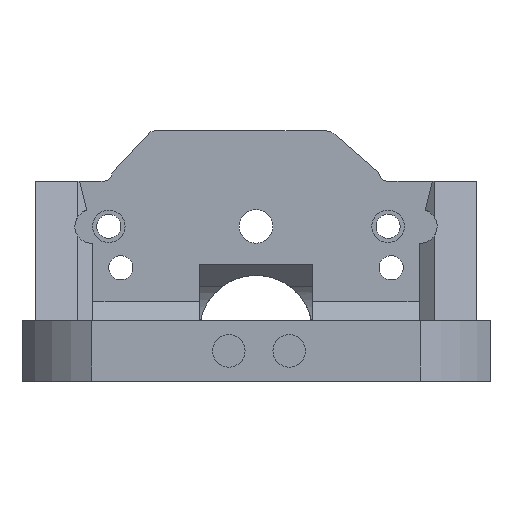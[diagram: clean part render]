
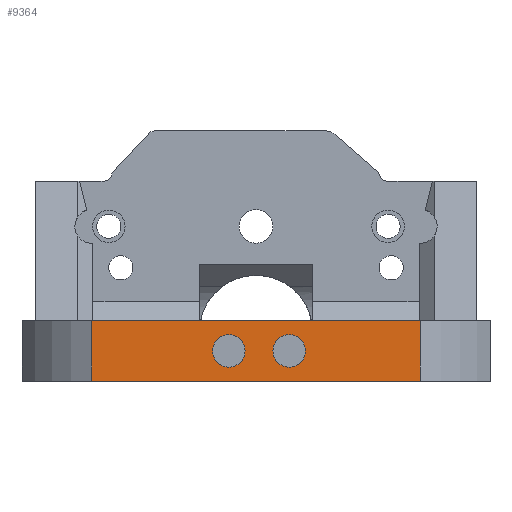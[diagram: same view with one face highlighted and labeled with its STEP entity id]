
A CAD part, left-side view. The second image highlights one B-rep face of the part: STEP entity #9364.
In plain terms, the highlighted planar face has unit normal (-1, 0, 0).
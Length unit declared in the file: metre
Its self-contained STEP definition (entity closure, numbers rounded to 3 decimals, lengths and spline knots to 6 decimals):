
#401=LINE('',#13536,#1558);
#750=LINE('',#14303,#1907);
#963=LINE('',#14866,#2120);
#964=LINE('',#14872,#2121);
#1558=VECTOR('',#10794,1.);
#1907=VECTOR('',#11381,1.);
#2120=VECTOR('',#11822,1.);
#2121=VECTOR('',#11829,1.);
#3744=ORIENTED_EDGE('',*,*,#6146,.F.);
#3745=ORIENTED_EDGE('',*,*,#6147,.F.);
#3746=ORIENTED_EDGE('',*,*,#5865,.F.);
#3747=ORIENTED_EDGE('',*,*,#6145,.T.);
#3748=ORIENTED_EDGE('',*,*,#5480,.F.);
#3749=ORIENTED_EDGE('',*,*,#6148,.F.);
#5480=EDGE_CURVE('',#6821,#6822,#401,.T.);
#5865=EDGE_CURVE('',#7120,#7121,#750,.T.);
#6145=EDGE_CURVE('',#7120,#6822,#963,.T.);
#6146=EDGE_CURVE('',#7357,#7357,#7545,.T.);
#6147=EDGE_CURVE('',#7358,#7358,#7546,.T.);
#6148=EDGE_CURVE('',#7121,#6821,#964,.T.);
#6821=VERTEX_POINT('',#13535);
#6822=VERTEX_POINT('',#13537);
#7120=VERTEX_POINT('',#14302);
#7121=VERTEX_POINT('',#14304);
#7357=VERTEX_POINT('',#14869);
#7358=VERTEX_POINT('',#14871);
#7545=CIRCLE('',#10014,0.00215);
#7546=CIRCLE('',#10015,0.00215);
#7853=EDGE_LOOP('',(#3744));
#7854=EDGE_LOOP('',(#3745));
#7855=EDGE_LOOP('',(#3746,#3747,#3748,#3749));
#8503=FACE_BOUND('',#7853,.T.);
#8504=FACE_BOUND('',#7854,.T.);
#8505=FACE_BOUND('',#7855,.T.);
#8969=PLANE('',#10013);
#9364=ADVANCED_FACE('',(#8503,#8504,#8505),#8969,.T.);
#10013=AXIS2_PLACEMENT_3D('',#14867,#11823,#11824);
#10014=AXIS2_PLACEMENT_3D('',#14868,#11825,#11826);
#10015=AXIS2_PLACEMENT_3D('',#14870,#11827,#11828);
#10794=DIRECTION('',(0.,-1.,0.));
#11381=DIRECTION('',(0.,1.,0.));
#11822=DIRECTION('',(0.,0.,1.));
#11823=DIRECTION('',(-1.,0.,0.));
#11824=DIRECTION('',(0.,0.,1.));
#11825=DIRECTION('',(-1.,0.,0.));
#11826=DIRECTION('',(0.,0.,1.));
#11827=DIRECTION('',(-1.,0.,0.));
#11828=DIRECTION('',(0.,0.,1.));
#11829=DIRECTION('',(0.,0.,1.));
#13535=CARTESIAN_POINT('',(-0.058741,0.021746,-0.0005));
#13536=CARTESIAN_POINT('',(-0.058741,0.,-0.0005));
#13537=CARTESIAN_POINT('',(-0.058741,-0.021746,-0.0005));
#14302=CARTESIAN_POINT('',(-0.058741,-0.021746,-0.0085));
#14303=CARTESIAN_POINT('',(-0.058741,0.,-0.0085));
#14304=CARTESIAN_POINT('',(-0.058741,0.021746,-0.0085));
#14866=CARTESIAN_POINT('',(-0.058741,-0.021746,-0.008502));
#14867=CARTESIAN_POINT('',(-0.058741,0.,-0.008502));
#14868=CARTESIAN_POINT('',(-0.058741,0.0036,-0.0045));
#14869=CARTESIAN_POINT('',(-0.058741,0.0036,-0.00235));
#14870=CARTESIAN_POINT('',(-0.058741,-0.0044,-0.0045));
#14871=CARTESIAN_POINT('',(-0.058741,-0.0044,-0.00235));
#14872=CARTESIAN_POINT('',(-0.058741,0.021746,-0.008502));
